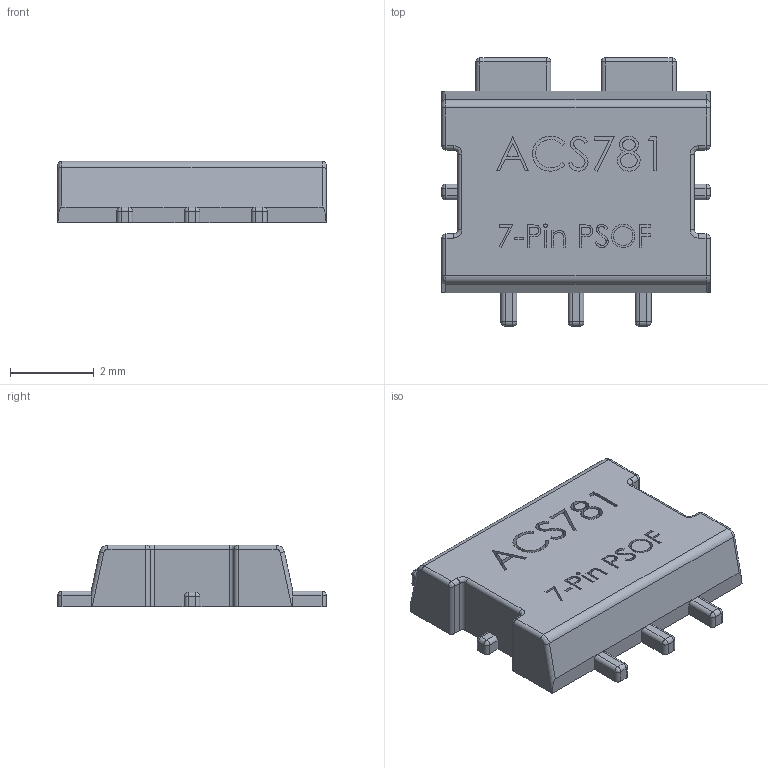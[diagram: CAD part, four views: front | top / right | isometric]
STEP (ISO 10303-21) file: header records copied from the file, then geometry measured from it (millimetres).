
FILE_DESCRIPTION(('FreeCAD Model'),'2;1');
FILE_NAME('User Library-7-Pin PSOF Package.step', '2017-10-09T18:17:43',('kicad StepUp'),('ksu MCAD'), 'Open CASCADE STEP processor 6.8','FreeCAD','Unknown');
FILE_SCHEMA(('AUTOMOTIVE_DESIGN_CC2 { 1 2 10303 214 -1 1 5 4 }'));
Length unit declared in the file: millimetre
Products named in the file (2): ASSEMBLY; User_Library-7-Pin_PSOF_Package
Assembly tree (1 placements, depth 2):
  ASSEMBLY
    User_Library-7-Pin_PSOF_Package
Bounding box: 6.4 x 6.4 x 1.48 mm (x, y, z)
Volume: 42.6 mm3; surface area: 107.5 mm2
Topology: 1 solids, 1 shells, 319 faces, 823 edges, 510 vertices
Faces by surface type: plane 148, bspline 112, cylinder 59
Entity records: 16414 total; most frequent: CARTESIAN_POINT 7160, ORIENTED_EDGE 1610, DIRECTION 1149, EDGE_CURVE 805, VERTEX_POINT 510, LINE 503, VECTOR 503, FACE_BOUND 341
